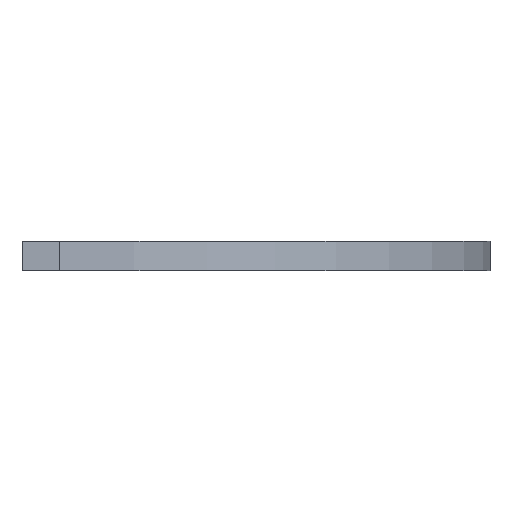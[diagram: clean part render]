
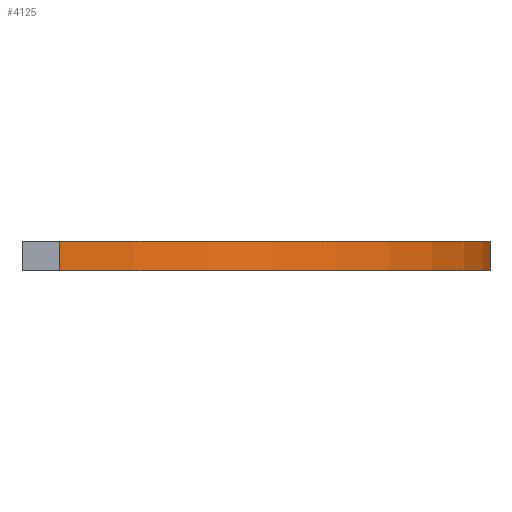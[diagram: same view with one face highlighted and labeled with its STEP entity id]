
A CAD part, left-side view. The second image highlights one B-rep face of the part: STEP entity #4125.
In plain terms, the highlighted cylindrical face has radius 174 mm (diameter 348 mm), a partial arc.
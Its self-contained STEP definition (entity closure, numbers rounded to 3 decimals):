
#125 = DIRECTION ( 'NONE',  ( -1., 0., 0. ) ) ;
#135 = VERTEX_POINT ( 'NONE', #3454 ) ;
#394 = EDGE_CURVE ( 'NONE', #3325, #6386, #2475, .T. ) ;
#438 = ORIENTED_EDGE ( 'NONE', *, *, #1941, .T. ) ;
#572 = VERTEX_POINT ( 'NONE', #6523 ) ;
#689 = EDGE_CURVE ( 'NONE', #572, #135, #1047, .T. ) ;
#764 = CARTESIAN_POINT ( 'NONE',  ( 174., 0., 32. ) ) ;
#902 = ORIENTED_EDGE ( 'NONE', *, *, #394, .T. ) ;
#918 = CARTESIAN_POINT ( 'NONE',  ( 174., 0., 32. ) ) ;
#1047 = CIRCLE ( 'NONE', #2907, 174. ) ;
#1279 = CYLINDRICAL_SURFACE ( 'NONE', #1391, 174. ) ;
#1391 = AXIS2_PLACEMENT_3D ( 'NONE', #3087, #5291, #3498 ) ;
#1897 = AXIS2_PLACEMENT_3D ( 'NONE', #1931, #6922, #6377 ) ;
#1931 = CARTESIAN_POINT ( 'NONE',  ( 0., 0., 32. ) ) ;
#1941 = EDGE_CURVE ( 'NONE', #6386, #572, #5256, .T. ) ;
#2111 = EDGE_LOOP ( 'NONE', ( #5220, #902, #438, #2601 ) ) ;
#2163 = CARTESIAN_POINT ( 'NONE',  ( -174., 0., 32. ) ) ;
#2475 = CIRCLE ( 'NONE', #1897, 174. ) ;
#2486 = FACE_OUTER_BOUND ( 'NONE', #2111, .T. ) ;
#2601 = ORIENTED_EDGE ( 'NONE', *, *, #689, .T. ) ;
#2907 = AXIS2_PLACEMENT_3D ( 'NONE', #5791, #5248, #125 ) ;
#3087 = CARTESIAN_POINT ( 'NONE',  ( 0., 0., 32. ) ) ;
#3325 = VERTEX_POINT ( 'NONE', #3650 ) ;
#3454 = CARTESIAN_POINT ( 'NONE',  ( -174., 0., 44. ) ) ;
#3498 = DIRECTION ( 'NONE',  ( -1., 0., 0. ) ) ;
#3650 = CARTESIAN_POINT ( 'NONE',  ( -174., 0., 32. ) ) ;
#4125 = ADVANCED_FACE ( 'NONE', ( #2486 ), #1279, .T. ) ;
#4165 = VECTOR ( 'NONE', #6784, 1000. ) ;
#4440 = EDGE_CURVE ( 'NONE', #3325, #135, #5400, .T. ) ;
#4640 = VECTOR ( 'NONE', #5878, 1000. ) ;
#5220 = ORIENTED_EDGE ( 'NONE', *, *, #4440, .F. ) ;
#5248 = DIRECTION ( 'NONE',  ( 0., 0., -1. ) ) ;
#5256 = LINE ( 'NONE', #764, #4165 ) ;
#5291 = DIRECTION ( 'NONE',  ( 0., 0., 1. ) ) ;
#5400 = LINE ( 'NONE', #2163, #4640 ) ;
#5791 = CARTESIAN_POINT ( 'NONE',  ( 0., 0., 44. ) ) ;
#5878 = DIRECTION ( 'NONE',  ( 0., 0., 1. ) ) ;
#6377 = DIRECTION ( 'NONE',  ( 1., 0., 0. ) ) ;
#6386 = VERTEX_POINT ( 'NONE', #918 ) ;
#6523 = CARTESIAN_POINT ( 'NONE',  ( 174., 0., 44. ) ) ;
#6784 = DIRECTION ( 'NONE',  ( 0., 0., 1. ) ) ;
#6922 = DIRECTION ( 'NONE',  ( 0., 0., 1. ) ) ;
